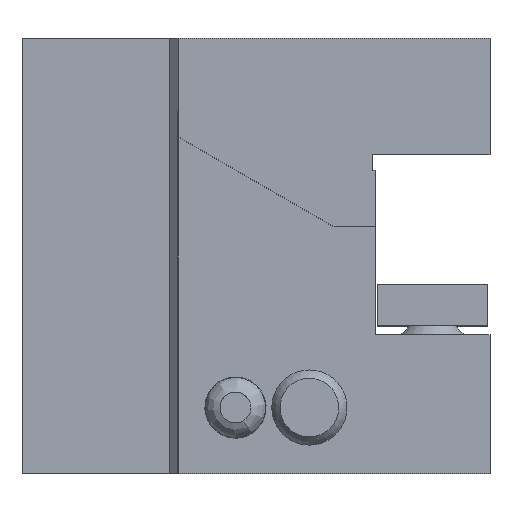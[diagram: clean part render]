
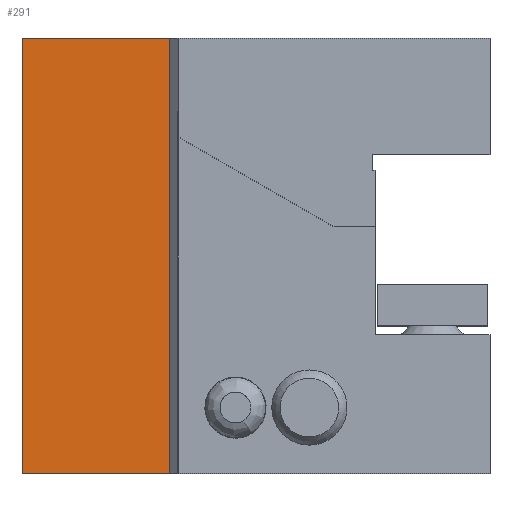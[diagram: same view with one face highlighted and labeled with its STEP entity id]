
A CAD part, top view. The second image highlights one B-rep face of the part: STEP entity #291.
In plain terms, the highlighted planar face has unit normal (0, 0, 1).
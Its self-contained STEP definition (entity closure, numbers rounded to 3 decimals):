
#177=FACE_OUTER_BOUND('',#1018,.T.);
#291=ADVANCED_FACE('',(#177),#413,.F.);
#413=PLANE('',#2459);
#588=LINE('',#3507,#817);
#602=LINE('',#3535,#831);
#606=LINE('',#3542,#835);
#613=LINE('',#3559,#842);
#817=VECTOR('',#2809,1.);
#831=VECTOR('',#2831,1.);
#835=VECTOR('',#2837,1.);
#842=VECTOR('',#2862,1.);
#1018=EDGE_LOOP('',(#1357,#1358,#1359,#1360));
#1357=ORIENTED_EDGE('',*,*,#2154,.F.);
#1358=ORIENTED_EDGE('',*,*,#2181,.T.);
#1359=ORIENTED_EDGE('',*,*,#2169,.T.);
#1360=ORIENTED_EDGE('',*,*,#2173,.T.);
#1896=VERTEX_POINT('',#3506);
#1897=VERTEX_POINT('',#3508);
#1907=VERTEX_POINT('',#3536);
#1908=VERTEX_POINT('',#3537);
#2154=EDGE_CURVE('',#1896,#1897,#588,.T.);
#2169=EDGE_CURVE('',#1907,#1908,#602,.T.);
#2173=EDGE_CURVE('',#1908,#1897,#606,.T.);
#2181=EDGE_CURVE('',#1896,#1907,#613,.T.);
#2459=AXIS2_PLACEMENT_3D('',#3560,#2863,#2864);
#2809=DIRECTION('',(-1.,0.,0.));
#2831=DIRECTION('',(-1.,0.,0.));
#2837=DIRECTION('',(0.,-1.,0.));
#2862=DIRECTION('',(0.,1.,0.));
#2863=DIRECTION('',(0.,0.,-1.));
#2864=DIRECTION('',(0.,-1.,0.));
#3506=CARTESIAN_POINT('',(-8.,-23.,30.9));
#3507=CARTESIAN_POINT('',(-7.,-23.,30.9));
#3508=CARTESIAN_POINT('',(-26.,-23.,30.9));
#3535=CARTESIAN_POINT('',(-7.,30.,30.9));
#3536=CARTESIAN_POINT('',(-8.,30.,30.9));
#3537=CARTESIAN_POINT('',(-26.,30.,30.9));
#3542=CARTESIAN_POINT('',(-26.,30.,30.9));
#3559=CARTESIAN_POINT('',(-8.,30.,30.9));
#3560=CARTESIAN_POINT('',(-7.,30.,30.9));
